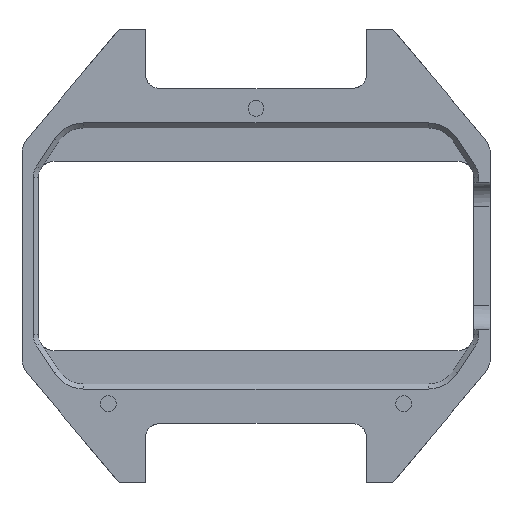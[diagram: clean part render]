
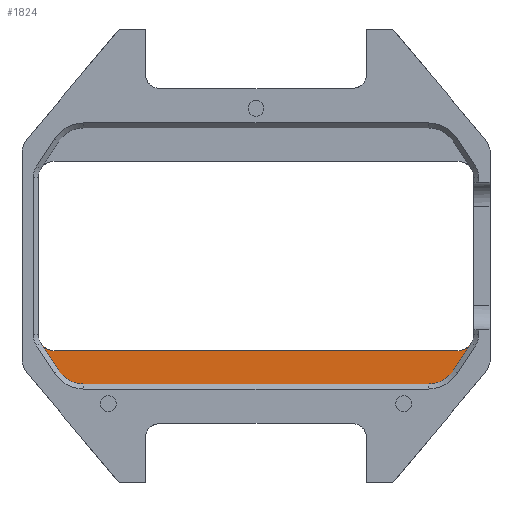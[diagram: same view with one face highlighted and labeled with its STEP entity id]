
A CAD part, front view. The second image highlights one B-rep face of the part: STEP entity #1824.
In plain terms, the highlighted planar face has unit normal (0, -1, 0).
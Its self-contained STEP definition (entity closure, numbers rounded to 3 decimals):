
#74=CIRCLE('',#1938,1.6);
#76=CIRCLE('',#1942,3.);
#77=CIRCLE('',#1945,3.);
#79=CIRCLE('',#1949,1.6);
#161=FACE_OUTER_BOUND('',#267,.T.);
#267=EDGE_LOOP('',(#1385,#1386,#1387,#1388,#1389,#1390,#1391,#1392));
#388=LINE('',#2692,#590);
#391=LINE('',#2700,#593);
#394=LINE('',#2708,#596);
#427=LINE('',#2800,#629);
#590=VECTOR('',#2190,10.);
#593=VECTOR('',#2199,10.);
#596=VECTOR('',#2208,10.);
#629=VECTOR('',#2285,10.);
#788=VERTEX_POINT('',#2680);
#789=VERTEX_POINT('',#2682);
#792=VERTEX_POINT('',#2690);
#793=VERTEX_POINT('',#2694);
#794=VERTEX_POINT('',#2698);
#795=VERTEX_POINT('',#2702);
#796=VERTEX_POINT('',#2706);
#798=VERTEX_POINT('',#2712);
#983=EDGE_CURVE('',#788,#789,#74,.T.);
#988=EDGE_CURVE('',#792,#788,#388,.T.);
#990=EDGE_CURVE('',#793,#792,#76,.T.);
#992=EDGE_CURVE('',#793,#794,#391,.F.);
#994=EDGE_CURVE('',#795,#794,#77,.T.);
#996=EDGE_CURVE('',#796,#795,#394,.T.);
#999=EDGE_CURVE('',#798,#796,#79,.T.);
#1042=EDGE_CURVE('',#789,#798,#427,.T.);
#1385=ORIENTED_EDGE('',*,*,#992,.T.);
#1386=ORIENTED_EDGE('',*,*,#994,.F.);
#1387=ORIENTED_EDGE('',*,*,#996,.F.);
#1388=ORIENTED_EDGE('',*,*,#999,.F.);
#1389=ORIENTED_EDGE('',*,*,#1042,.F.);
#1390=ORIENTED_EDGE('',*,*,#983,.F.);
#1391=ORIENTED_EDGE('',*,*,#988,.F.);
#1392=ORIENTED_EDGE('',*,*,#990,.F.);
#1741=PLANE('',#1968);
#1824=ADVANCED_FACE('',(#161),#1741,.F.);
#1938=AXIS2_PLACEMENT_3D('',#2683,#2181,#2182);
#1942=AXIS2_PLACEMENT_3D('',#2696,#2194,#2195);
#1945=AXIS2_PLACEMENT_3D('',#2704,#2203,#2204);
#1949=AXIS2_PLACEMENT_3D('',#2714,#2214,#2215);
#1968=AXIS2_PLACEMENT_3D('',#2799,#2283,#2284);
#2181=DIRECTION('center_axis',(0.,-1.,0.));
#2182=DIRECTION('ref_axis',(-1.,0.,0.));
#2190=DIRECTION('',(-0.551,0.,0.834));
#2194=DIRECTION('center_axis',(0.,1.,0.));
#2195=DIRECTION('ref_axis',(-0.834,0.,-0.551));
#2199=DIRECTION('',(-1.,0.,0.));
#2203=DIRECTION('center_axis',(0.,1.,0.));
#2204=DIRECTION('ref_axis',(0.834,0.,-0.551));
#2208=DIRECTION('',(-0.551,0.,-0.834));
#2214=DIRECTION('center_axis',(0.,-1.,0.));
#2215=DIRECTION('ref_axis',(0.,0.,-1.));
#2283=DIRECTION('center_axis',(0.,1.,0.));
#2284=DIRECTION('ref_axis',(0.,0.,1.));
#2285=DIRECTION('',(1.,0.,0.));
#2680=CARTESIAN_POINT('',(-21.835,-1.,-8.882));
#2682=CARTESIAN_POINT('',(-20.5,-1.,-9.6));
#2683=CARTESIAN_POINT('Origin',(-20.5,-1.,-8.));
#2690=CARTESIAN_POINT('',(-20.003,-1.,-11.654));
#2692=CARTESIAN_POINT('',(-20.116,-1.,-11.483));
#2694=CARTESIAN_POINT('',(-17.5,-1.,-13.));
#2696=CARTESIAN_POINT('Origin',(-17.5,-1.,-10.));
#2698=CARTESIAN_POINT('',(17.5,-1.,-13.));
#2700=CARTESIAN_POINT('',(8.75,-1.,-13.));
#2702=CARTESIAN_POINT('',(20.003,-1.,-11.654));
#2704=CARTESIAN_POINT('Origin',(17.5,-1.,-10.));
#2706=CARTESIAN_POINT('',(21.835,-1.,-8.882));
#2708=CARTESIAN_POINT('',(21.032,-1.,-10.097));
#2712=CARTESIAN_POINT('',(20.5,-1.,-9.6));
#2714=CARTESIAN_POINT('Origin',(20.5,-1.,-8.));
#2799=CARTESIAN_POINT('Origin',(0.,-1.,0.));
#2800=CARTESIAN_POINT('',(0.416,-1.,-9.6));
